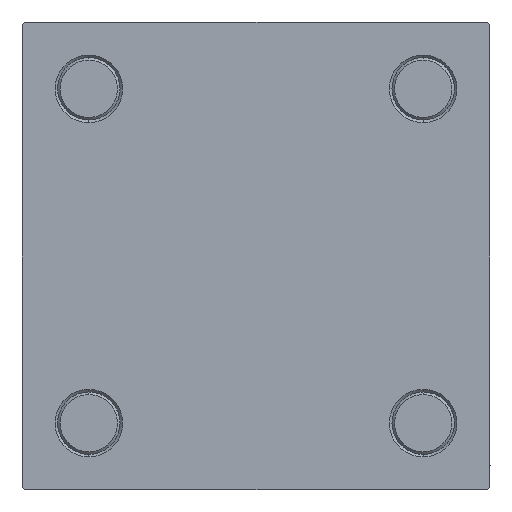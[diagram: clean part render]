
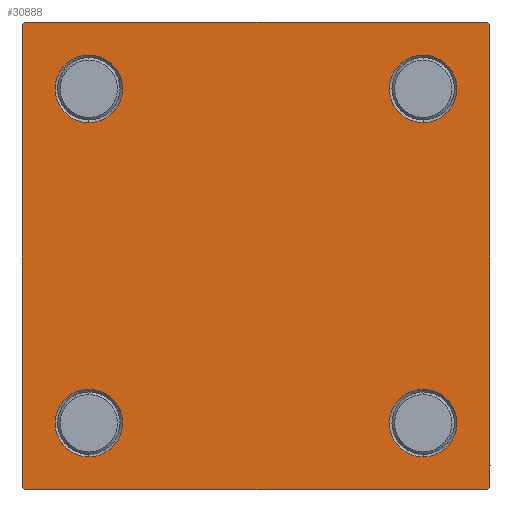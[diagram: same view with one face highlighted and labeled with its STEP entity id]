
A CAD part, left-side view. The second image highlights one B-rep face of the part: STEP entity #30888.
In plain terms, the highlighted planar face has unit normal (-1, 0, 0).
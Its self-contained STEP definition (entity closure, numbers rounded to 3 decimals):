
#97 = FACE_BOUND ( 'NONE', #10769, .T. ) ;
#238 = VECTOR ( 'NONE', #6101, 1000. ) ;
#639 = VECTOR ( 'NONE', #1854, 1000. ) ;
#1000 = AXIS2_PLACEMENT_3D ( 'NONE', #12455, #43700, #23554 ) ;
#1075 = DIRECTION ( 'NONE',  ( -1., 0., 0. ) ) ;
#1379 = EDGE_LOOP ( 'NONE', ( #5678, #9388 ) ) ;
#1580 = DIRECTION ( 'NONE',  ( 1., 0., 0. ) ) ;
#1614 = VERTEX_POINT ( 'NONE', #40771 ) ;
#1640 = VERTEX_POINT ( 'NONE', #13792 ) ;
#1713 = DIRECTION ( 'NONE',  ( 0., -0.707, -0.707 ) ) ;
#1828 = DIRECTION ( 'NONE',  ( 0., 0., 1. ) ) ;
#1854 = DIRECTION ( 'NONE',  ( 0., -0.707, 0.707 ) ) ;
#2054 = CARTESIAN_POINT ( 'NONE',  ( 0., 32.15, -32.15 ) ) ;
#2867 = VERTEX_POINT ( 'NONE', #46079 ) ;
#3707 = DIRECTION ( 'NONE',  ( 0., 0., 1. ) ) ;
#4031 = VERTEX_POINT ( 'NONE', #31932 ) ;
#4321 = ORIENTED_EDGE ( 'NONE', *, *, #19533, .T. ) ;
#4711 = DIRECTION ( 'NONE',  ( 0., 0., 1. ) ) ;
#5678 = ORIENTED_EDGE ( 'NONE', *, *, #43060, .T. ) ;
#6101 = DIRECTION ( 'NONE',  ( 0., -1., 0. ) ) ;
#6113 = CARTESIAN_POINT ( 'NONE',  ( 0., 32.15, 38.65 ) ) ;
#6780 = CARTESIAN_POINT ( 'NONE',  ( 0., -32.15, 38.65 ) ) ;
#7006 = ORIENTED_EDGE ( 'NONE', *, *, #15731, .T. ) ;
#7961 = CARTESIAN_POINT ( 'NONE',  ( 0., -32.15, 32.15 ) ) ;
#8367 = FACE_OUTER_BOUND ( 'NONE', #10773, .T. ) ;
#8711 = DIRECTION ( 'NONE',  ( 1., 0., 0. ) ) ;
#8966 = CARTESIAN_POINT ( 'NONE',  ( 0., -32.15, -32.15 ) ) ;
#9388 = ORIENTED_EDGE ( 'NONE', *, *, #13982, .T. ) ;
#9921 = EDGE_CURVE ( 'NONE', #38297, #32894, #26181, .T. ) ;
#10155 = VERTEX_POINT ( 'NONE', #32968 ) ;
#10372 = CARTESIAN_POINT ( 'NONE',  ( 0., -32.15, 25.65 ) ) ;
#10769 = EDGE_LOOP ( 'NONE', ( #44056, #17998 ) ) ;
#10773 = EDGE_LOOP ( 'NONE', ( #22888, #46909, #26848, #36307, #24566, #30691, #40581, #26636 ) ) ;
#11890 = AXIS2_PLACEMENT_3D ( 'NONE', #27002, #42365, #16144 ) ;
#12284 = EDGE_LOOP ( 'NONE', ( #48642, #30700 ) ) ;
#12455 = CARTESIAN_POINT ( 'NONE',  ( 0., 32.15, -32.15 ) ) ;
#12851 = DIRECTION ( 'NONE',  ( 0., 0.707, -0.707 ) ) ;
#13792 = CARTESIAN_POINT ( 'NONE',  ( 0., 44.5, -45. ) ) ;
#13972 = CARTESIAN_POINT ( 'NONE',  ( 0., 45., 45. ) ) ;
#13982 = EDGE_CURVE ( 'NONE', #4031, #34308, #17555, .T. ) ;
#15494 = EDGE_CURVE ( 'NONE', #47235, #17708, #25533, .T. ) ;
#15731 = EDGE_CURVE ( 'NONE', #37685, #19954, #43248, .T. ) ;
#16053 = CARTESIAN_POINT ( 'NONE',  ( 0., -44.5, 45. ) ) ;
#16144 = DIRECTION ( 'NONE',  ( 0., 0., 1. ) ) ;
#16523 = DIRECTION ( 'NONE',  ( 1., 0., 0. ) ) ;
#17471 = AXIS2_PLACEMENT_3D ( 'NONE', #40125, #1580, #1828 ) ;
#17507 = AXIS2_PLACEMENT_3D ( 'NONE', #27119, #8711, #42487 ) ;
#17555 = CIRCLE ( 'NONE', #40791, 6.5 ) ;
#17708 = VERTEX_POINT ( 'NONE', #19329 ) ;
#17896 = CIRCLE ( 'NONE', #1000, 6.5 ) ;
#17998 = ORIENTED_EDGE ( 'NONE', *, *, #24626, .T. ) ;
#18566 = DIRECTION ( 'NONE',  ( 1., 0., 0. ) ) ;
#19329 = CARTESIAN_POINT ( 'NONE',  ( 0., -32.15, -38.65 ) ) ;
#19465 = DIRECTION ( 'NONE',  ( 0., 0., 1. ) ) ;
#19533 = EDGE_CURVE ( 'NONE', #19954, #37685, #49816, .T. ) ;
#19820 = VERTEX_POINT ( 'NONE', #38403 ) ;
#19954 = VERTEX_POINT ( 'NONE', #10372 ) ;
#20764 = DIRECTION ( 'NONE',  ( 0., 0., 1. ) ) ;
#21153 = AXIS2_PLACEMENT_3D ( 'NONE', #8966, #16523, #4711 ) ;
#21476 = CARTESIAN_POINT ( 'NONE',  ( 0., -44.75, -44.75 ) ) ;
#22261 = FACE_BOUND ( 'NONE', #45973, .T. ) ;
#22385 = CIRCLE ( 'NONE', #11890, 6.5 ) ;
#22781 = LINE ( 'NONE', #31116, #33703 ) ;
#22888 = ORIENTED_EDGE ( 'NONE', *, *, #46684, .T. ) ;
#23417 = EDGE_CURVE ( 'NONE', #36127, #33950, #32345, .T. ) ;
#23554 = DIRECTION ( 'NONE',  ( 0., 0., 1. ) ) ;
#23561 = AXIS2_PLACEMENT_3D ( 'NONE', #42644, #1075, #19465 ) ;
#24566 = ORIENTED_EDGE ( 'NONE', *, *, #47723, .F. ) ;
#24626 = EDGE_CURVE ( 'NONE', #33950, #36127, #17896, .T. ) ;
#24849 = DIRECTION ( 'NONE',  ( 0., -1., 0. ) ) ;
#25105 = AXIS2_PLACEMENT_3D ( 'NONE', #2054, #25716, #48153 ) ;
#25296 = DIRECTION ( 'NONE',  ( 1., 0., 0. ) ) ;
#25533 = CIRCLE ( 'NONE', #17471, 6.5 ) ;
#25716 = DIRECTION ( 'NONE',  ( 1., 0., 0. ) ) ;
#26079 = LINE ( 'NONE', #13972, #32042 ) ;
#26181 = LINE ( 'NONE', #45577, #27868 ) ;
#26636 = ORIENTED_EDGE ( 'NONE', *, *, #42345, .T. ) ;
#26848 = ORIENTED_EDGE ( 'NONE', *, *, #30261, .T. ) ;
#27002 = CARTESIAN_POINT ( 'NONE',  ( 0., 32.15, 32.15 ) ) ;
#27119 = CARTESIAN_POINT ( 'NONE',  ( 0., -32.15, 32.15 ) ) ;
#27347 = EDGE_CURVE ( 'NONE', #17708, #47235, #38077, .T. ) ;
#27564 = DIRECTION ( 'NONE',  ( 0., 0., -1. ) ) ;
#27567 = EDGE_CURVE ( 'NONE', #10155, #32894, #33177, .T. ) ;
#27868 = VECTOR ( 'NONE', #37039, 1000. ) ;
#28175 = CARTESIAN_POINT ( 'NONE',  ( 0., 32.15, -38.65 ) ) ;
#29266 = CARTESIAN_POINT ( 'NONE',  ( 0., -45., 44.5 ) ) ;
#29528 = LINE ( 'NONE', #40612, #238 ) ;
#30261 = EDGE_CURVE ( 'NONE', #1640, #34479, #29528, .T. ) ;
#30691 = ORIENTED_EDGE ( 'NONE', *, *, #9921, .T. ) ;
#30700 = ORIENTED_EDGE ( 'NONE', *, *, #27347, .T. ) ;
#30888 = ADVANCED_FACE ( 'NONE', ( #22261, #31337, #97, #42152, #8367 ), #42398, .T. ) ;
#31116 = CARTESIAN_POINT ( 'NONE',  ( 0., -45., 45. ) ) ;
#31337 = FACE_BOUND ( 'NONE', #12284, .T. ) ;
#31411 = EDGE_CURVE ( 'NONE', #19820, #1640, #36235, .T. ) ;
#31932 = CARTESIAN_POINT ( 'NONE',  ( 0., 32.15, 25.65 ) ) ;
#32042 = VECTOR ( 'NONE', #44472, 1000. ) ;
#32345 = CIRCLE ( 'NONE', #25105, 6.5 ) ;
#32894 = VERTEX_POINT ( 'NONE', #16053 ) ;
#32968 = CARTESIAN_POINT ( 'NONE',  ( 0., 44.5, 45. ) ) ;
#33177 = LINE ( 'NONE', #43984, #40495 ) ;
#33703 = VECTOR ( 'NONE', #27564, 1000. ) ;
#33950 = VERTEX_POINT ( 'NONE', #28175 ) ;
#34308 = VERTEX_POINT ( 'NONE', #6113 ) ;
#34479 = VERTEX_POINT ( 'NONE', #38331 ) ;
#36127 = VERTEX_POINT ( 'NONE', #37702 ) ;
#36235 = LINE ( 'NONE', #47306, #49369 ) ;
#36307 = ORIENTED_EDGE ( 'NONE', *, *, #42088, .T. ) ;
#36752 = CARTESIAN_POINT ( 'NONE',  ( 0., -32.15, -25.65 ) ) ;
#37039 = DIRECTION ( 'NONE',  ( 0., 0.707, 0.707 ) ) ;
#37685 = VERTEX_POINT ( 'NONE', #6780 ) ;
#37702 = CARTESIAN_POINT ( 'NONE',  ( 0., 32.15, -25.65 ) ) ;
#38077 = CIRCLE ( 'NONE', #21153, 6.5 ) ;
#38297 = VERTEX_POINT ( 'NONE', #29266 ) ;
#38331 = CARTESIAN_POINT ( 'NONE',  ( 0., -44.5, -45. ) ) ;
#38403 = CARTESIAN_POINT ( 'NONE',  ( 0., 45., -44.5 ) ) ;
#39337 = AXIS2_PLACEMENT_3D ( 'NONE', #7961, #18566, #3707 ) ;
#39579 = CARTESIAN_POINT ( 'NONE',  ( 0., 44.75, 44.75 ) ) ;
#40125 = CARTESIAN_POINT ( 'NONE',  ( 0., -32.15, -32.15 ) ) ;
#40179 = CARTESIAN_POINT ( 'NONE',  ( 0., 32.15, 32.15 ) ) ;
#40495 = VECTOR ( 'NONE', #24849, 1000. ) ;
#40581 = ORIENTED_EDGE ( 'NONE', *, *, #27567, .F. ) ;
#40612 = CARTESIAN_POINT ( 'NONE',  ( 0., 45., -45. ) ) ;
#40771 = CARTESIAN_POINT ( 'NONE',  ( 0., -45., -44.5 ) ) ;
#40791 = AXIS2_PLACEMENT_3D ( 'NONE', #40179, #25296, #20764 ) ;
#42088 = EDGE_CURVE ( 'NONE', #34479, #1614, #47699, .T. ) ;
#42152 = FACE_BOUND ( 'NONE', #1379, .T. ) ;
#42345 = EDGE_CURVE ( 'NONE', #10155, #2867, #43596, .T. ) ;
#42365 = DIRECTION ( 'NONE',  ( 1., 0., 0. ) ) ;
#42398 = PLANE ( 'NONE',  #23561 ) ;
#42487 = DIRECTION ( 'NONE',  ( 0., 0., 1. ) ) ;
#42644 = CARTESIAN_POINT ( 'NONE',  ( 0., 0., 0. ) ) ;
#43060 = EDGE_CURVE ( 'NONE', #34308, #4031, #22385, .T. ) ;
#43234 = VECTOR ( 'NONE', #12851, 1000. ) ;
#43248 = CIRCLE ( 'NONE', #17507, 6.5 ) ;
#43596 = LINE ( 'NONE', #39579, #43234 ) ;
#43700 = DIRECTION ( 'NONE',  ( 1., 0., 0. ) ) ;
#43984 = CARTESIAN_POINT ( 'NONE',  ( 0., 45., 45. ) ) ;
#44056 = ORIENTED_EDGE ( 'NONE', *, *, #23417, .T. ) ;
#44472 = DIRECTION ( 'NONE',  ( 0., 0., -1. ) ) ;
#45577 = CARTESIAN_POINT ( 'NONE',  ( 0., -44.75, 44.75 ) ) ;
#45973 = EDGE_LOOP ( 'NONE', ( #7006, #4321 ) ) ;
#46079 = CARTESIAN_POINT ( 'NONE',  ( 0., 45., 44.5 ) ) ;
#46684 = EDGE_CURVE ( 'NONE', #2867, #19820, #26079, .T. ) ;
#46909 = ORIENTED_EDGE ( 'NONE', *, *, #31411, .T. ) ;
#47235 = VERTEX_POINT ( 'NONE', #36752 ) ;
#47306 = CARTESIAN_POINT ( 'NONE',  ( 0., 44.75, -44.75 ) ) ;
#47699 = LINE ( 'NONE', #21476, #639 ) ;
#47723 = EDGE_CURVE ( 'NONE', #38297, #1614, #22781, .T. ) ;
#48153 = DIRECTION ( 'NONE',  ( 0., 0., 1. ) ) ;
#48642 = ORIENTED_EDGE ( 'NONE', *, *, #15494, .T. ) ;
#49369 = VECTOR ( 'NONE', #1713, 1000. ) ;
#49816 = CIRCLE ( 'NONE', #39337, 6.5 ) ;
